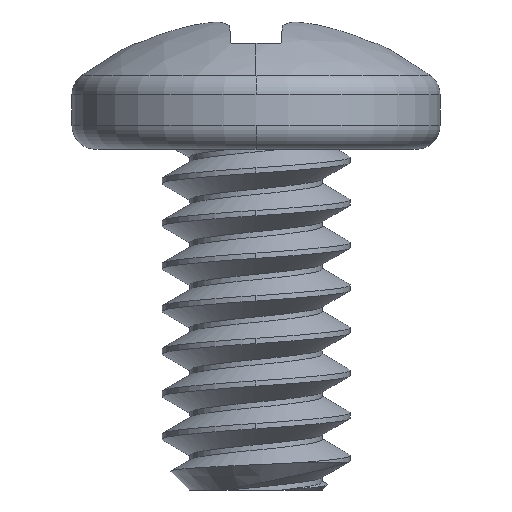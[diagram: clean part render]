
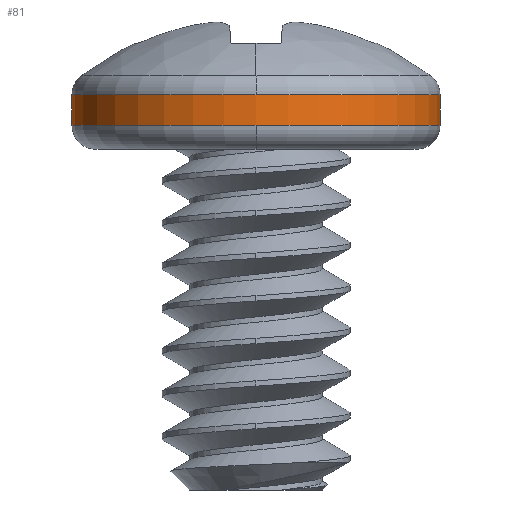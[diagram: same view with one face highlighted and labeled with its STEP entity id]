
A CAD part, front view. The second image highlights one B-rep face of the part: STEP entity #81.
In plain terms, the highlighted cylindrical face has radius 3.429 mm (diameter 6.858 mm), a partial arc.
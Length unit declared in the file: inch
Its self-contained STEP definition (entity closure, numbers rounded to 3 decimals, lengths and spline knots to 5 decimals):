
#34 = CARTESIAN_POINT ( 'NONE',  ( 0., 0., 0.29005 ) ) ;
#81 = ADVANCED_FACE ( 'NONE', ( #2330 ), #582, .T. ) ;
#183 = AXIS2_PLACEMENT_3D ( 'NONE', #255, #2437, #577 ) ;
#193 = AXIS2_PLACEMENT_3D ( 'NONE', #3069, #1228, #3372 ) ;
#194 = CARTESIAN_POINT ( 'NONE',  ( -0.135, 0., 0. ) ) ;
#199 = DIRECTION ( 'NONE',  ( 0., 0., 1. ) ) ;
#255 = CARTESIAN_POINT ( 'NONE',  ( 0., 0., 0.26746 ) ) ;
#263 = CIRCLE ( 'NONE', #193, 0.135 ) ;
#315 = CIRCLE ( 'NONE', #473, 0.135 ) ;
#335 = DIRECTION ( 'NONE',  ( 0., -1., 0. ) ) ;
#418 = EDGE_LOOP ( 'NONE', ( #3997, #936, #1996, #2961, #2362, #3995 ) ) ;
#457 = VECTOR ( 'NONE', #1819, 39.37008 ) ;
#473 = AXIS2_PLACEMENT_3D ( 'NONE', #34, #2180, #335 ) ;
#518 = DIRECTION ( 'NONE',  ( 0., 0., -1. ) ) ;
#577 = DIRECTION ( 'NONE',  ( 0., -1., 0. ) ) ;
#582 = CYLINDRICAL_SURFACE ( 'NONE', #2099, 0.135 ) ;
#928 = CARTESIAN_POINT ( 'NONE',  ( 0.135, 0., 0.29005 ) ) ;
#936 = ORIENTED_EDGE ( 'NONE', *, *, #2567, .F. ) ;
#982 = DIRECTION ( 'NONE',  ( -1., 0., 0. ) ) ;
#1075 = CARTESIAN_POINT ( 'NONE',  ( 0., 0., 0. ) ) ;
#1119 = DIRECTION ( 'NONE',  ( 0., 0., -1. ) ) ;
#1156 = LINE ( 'NONE', #194, #2678 ) ;
#1228 = DIRECTION ( 'NONE',  ( 0., 0., 1. ) ) ;
#1413 = AXIS2_PLACEMENT_3D ( 'NONE', #2037, #199, #2384 ) ;
#1819 = DIRECTION ( 'NONE',  ( 0., 0., -1. ) ) ;
#1996 = ORIENTED_EDGE ( 'NONE', *, *, #2379, .F. ) ;
#2037 = CARTESIAN_POINT ( 'NONE',  ( 0., 0., 0.26746 ) ) ;
#2099 = AXIS2_PLACEMENT_3D ( 'NONE', #1075, #1119, #982 ) ;
#2131 = VERTEX_POINT ( 'NONE', #2833 ) ;
#2180 = DIRECTION ( 'NONE',  ( 0., 0., 1. ) ) ;
#2330 = FACE_OUTER_BOUND ( 'NONE', #418, .T. ) ;
#2362 = ORIENTED_EDGE ( 'NONE', *, *, #2376, .T. ) ;
#2376 = EDGE_CURVE ( 'NONE', #2131, #3032, #2742, .T. ) ;
#2379 = EDGE_CURVE ( 'NONE', #3250, #2981, #263, .T. ) ;
#2384 = DIRECTION ( 'NONE',  ( 0., -1., 0. ) ) ;
#2437 = DIRECTION ( 'NONE',  ( 0., 0., 1. ) ) ;
#2567 = EDGE_CURVE ( 'NONE', #2981, #3616, #315, .T. ) ;
#2678 = VECTOR ( 'NONE', #518, 39.37008 ) ;
#2684 = CARTESIAN_POINT ( 'NONE',  ( 0., -0.135, 0.29005 ) ) ;
#2700 = CIRCLE ( 'NONE', #1413, 0.135 ) ;
#2742 = CIRCLE ( 'NONE', #183, 0.135 ) ;
#2758 = CARTESIAN_POINT ( 'NONE',  ( 0.135, 0., 0. ) ) ;
#2759 = EDGE_CURVE ( 'NONE', #3616, #3500, #3755, .T. ) ;
#2833 = CARTESIAN_POINT ( 'NONE',  ( -0.135, 0., 0.26746 ) ) ;
#2961 = ORIENTED_EDGE ( 'NONE', *, *, #2979, .T. ) ;
#2979 = EDGE_CURVE ( 'NONE', #3250, #2131, #1156, .T. ) ;
#2981 = VERTEX_POINT ( 'NONE', #2684 ) ;
#3032 = VERTEX_POINT ( 'NONE', #3152 ) ;
#3069 = CARTESIAN_POINT ( 'NONE',  ( 0., 0., 0.29005 ) ) ;
#3152 = CARTESIAN_POINT ( 'NONE',  ( 0., -0.135, 0.26746 ) ) ;
#3250 = VERTEX_POINT ( 'NONE', #3865 ) ;
#3325 = EDGE_CURVE ( 'NONE', #3032, #3500, #2700, .T. ) ;
#3372 = DIRECTION ( 'NONE',  ( 0., -1., 0. ) ) ;
#3500 = VERTEX_POINT ( 'NONE', #3723 ) ;
#3616 = VERTEX_POINT ( 'NONE', #928 ) ;
#3723 = CARTESIAN_POINT ( 'NONE',  ( 0.135, 0., 0.26746 ) ) ;
#3755 = LINE ( 'NONE', #2758, #457 ) ;
#3865 = CARTESIAN_POINT ( 'NONE',  ( -0.135, 0., 0.29005 ) ) ;
#3995 = ORIENTED_EDGE ( 'NONE', *, *, #3325, .T. ) ;
#3997 = ORIENTED_EDGE ( 'NONE', *, *, #2759, .F. ) ;
